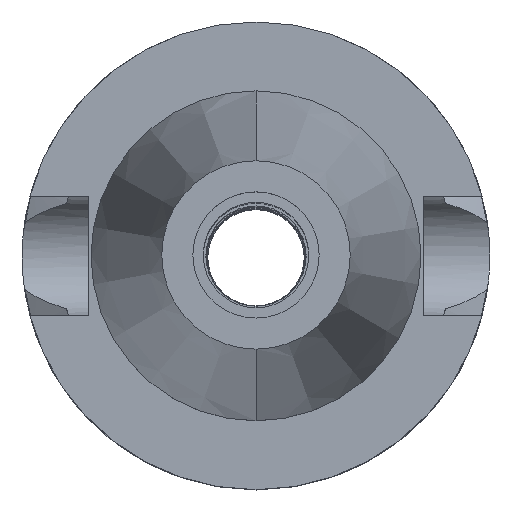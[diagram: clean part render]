
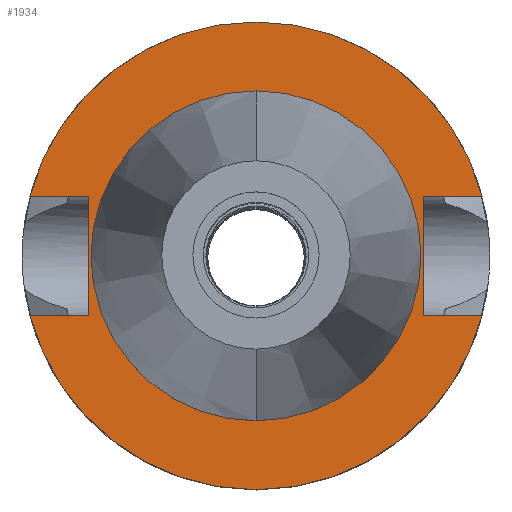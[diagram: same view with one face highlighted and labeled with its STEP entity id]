
A CAD part, top view. The second image highlights one B-rep face of the part: STEP entity #1934.
In plain terms, the highlighted planar face has unit normal (0, 0, 1).
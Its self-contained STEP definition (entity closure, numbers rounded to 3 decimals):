
#789=DIRECTION('',(1.,0.,0.));
#790=VECTOR('',#789,7.954);
#791=CARTESIAN_POINT('',(22.5,8.05,-2.));
#792=LINE('',#791,#790);
#836=DIRECTION('',(0.,1.,0.));
#837=VECTOR('',#836,16.1);
#838=CARTESIAN_POINT('',(-22.5,-8.05,-2.));
#839=LINE('',#838,#837);
#843=DIRECTION('',(-1.,0.,0.));
#844=VECTOR('',#843,7.954);
#845=CARTESIAN_POINT('',(-22.5,8.05,-2.));
#846=LINE('',#845,#844);
#850=CARTESIAN_POINT('',(0.,0.,-2.));
#851=DIRECTION('',(0.,0.,-1.));
#852=DIRECTION('',(-0.967,0.256,0.));
#853=AXIS2_PLACEMENT_3D('',#850,#851,#852);
#858=CARTESIAN_POINT('',(0.,0.,-2.));
#859=DIRECTION('',(0.,0.,-1.));
#860=DIRECTION('',(0.,1.,0.));
#861=AXIS2_PLACEMENT_3D('',#858,#859,#860);
#866=DIRECTION('',(0.,-1.,0.));
#867=VECTOR('',#866,16.1);
#868=CARTESIAN_POINT('',(22.5,8.05,-2.));
#869=LINE('',#868,#867);
#873=DIRECTION('',(1.,0.,0.));
#874=VECTOR('',#873,7.954);
#875=CARTESIAN_POINT('',(22.5,-8.05,-2.));
#876=LINE('',#875,#874);
#880=CARTESIAN_POINT('',(0.,0.,-2.));
#881=DIRECTION('',(0.,0.,-1.));
#882=DIRECTION('',(0.967,-0.256,0.));
#883=AXIS2_PLACEMENT_3D('',#880,#881,#882);
#888=CARTESIAN_POINT('',(0.,0.,-2.));
#889=DIRECTION('',(0.,0.,-1.));
#890=DIRECTION('',(0.,-1.,0.));
#891=AXIS2_PLACEMENT_3D('',#888,#889,#890);
#896=CARTESIAN_POINT('',(0.,0.,-2.));
#897=DIRECTION('',(0.,0.,1.));
#898=DIRECTION('',(0.,-1.,0.));
#899=AXIS2_PLACEMENT_3D('',#896,#897,#898);
#904=CARTESIAN_POINT('',(0.,0.,-2.));
#905=DIRECTION('',(0.,0.,1.));
#906=DIRECTION('',(0.,1.,0.));
#907=AXIS2_PLACEMENT_3D('',#904,#905,#906);
#942=DIRECTION('',(-1.,0.,0.));
#943=VECTOR('',#942,7.954);
#944=CARTESIAN_POINT('',(-22.5,-8.05,-2.));
#945=LINE('',#944,#943);
#1208=CARTESIAN_POINT('',(-22.5,-8.05,-2.));
#1209=VERTEX_POINT('',#1208);
#1210=CARTESIAN_POINT('',(-30.454,-8.05,-2.));
#1211=VERTEX_POINT('',#1210);
#1214=CARTESIAN_POINT('',(-22.5,8.05,-2.));
#1215=VERTEX_POINT('',#1214);
#1216=CARTESIAN_POINT('',(-30.454,8.05,-2.));
#1217=VERTEX_POINT('',#1216);
#1218=CARTESIAN_POINT('',(0.,31.5,-2.));
#1219=CARTESIAN_POINT('',(30.454,8.05,-2.));
#1220=VERTEX_POINT('',#1218);
#1221=VERTEX_POINT('',#1219);
#1222=CARTESIAN_POINT('',(22.5,8.05,-2.));
#1223=VERTEX_POINT('',#1222);
#1224=CARTESIAN_POINT('',(22.5,-8.05,-2.));
#1225=VERTEX_POINT('',#1224);
#1226=CARTESIAN_POINT('',(30.454,-8.05,-2.));
#1227=VERTEX_POINT('',#1226);
#1228=CARTESIAN_POINT('',(0.,-31.5,-2.));
#1229=VERTEX_POINT('',#1228);
#1230=CARTESIAN_POINT('',(0.,-22.225,-2.));
#1231=CARTESIAN_POINT('',(0.,22.225,-2.));
#1232=VERTEX_POINT('',#1230);
#1233=VERTEX_POINT('',#1231);
#1904=CARTESIAN_POINT('',(0.,0.,-2.));
#1905=DIRECTION('',(0.,0.,-1.));
#1906=DIRECTION('',(0.,-1.,0.));
#1907=AXIS2_PLACEMENT_3D('',#1904,#1905,#1906);
#1908=PLANE('',#1907);
#1910=ORIENTED_EDGE('',*,*,#1909,.T.);
#1911=ORIENTED_EDGE('',*,*,#1847,.T.);
#1913=ORIENTED_EDGE('',*,*,#1912,.T.);
#1915=ORIENTED_EDGE('',*,*,#1914,.T.);
#1916=ORIENTED_EDGE('',*,*,#1881,.F.);
#1917=ORIENTED_EDGE('',*,*,#1894,.T.);
#1919=ORIENTED_EDGE('',*,*,#1918,.T.);
#1921=ORIENTED_EDGE('',*,*,#1920,.T.);
#1923=ORIENTED_EDGE('',*,*,#1922,.T.);
#1925=ORIENTED_EDGE('',*,*,#1924,.F.);
#1926=EDGE_LOOP('',(#1910,#1911,#1913,#1915,#1916,#1917,#1919,#1921,#1923,
#1925));
#1927=FACE_OUTER_BOUND('',#1926,.F.);
#1929=ORIENTED_EDGE('',*,*,#1928,.T.);
#1931=ORIENTED_EDGE('',*,*,#1930,.T.);
#1932=EDGE_LOOP('',(#1929,#1931));
#1933=FACE_BOUND('',#1932,.F.);
#854=CIRCLE('',#853,31.5);
#862=CIRCLE('',#861,31.5);
#884=CIRCLE('',#883,31.5);
#892=CIRCLE('',#891,31.5);
#900=CIRCLE('',#899,22.225);
#908=CIRCLE('',#907,22.225);
#1847=EDGE_CURVE('',#1215,#1217,#846,.T.);
#1881=EDGE_CURVE('',#1223,#1221,#792,.T.);
#1894=EDGE_CURVE('',#1223,#1225,#869,.T.);
#1909=EDGE_CURVE('',#1209,#1215,#839,.T.);
#1912=EDGE_CURVE('',#1217,#1220,#854,.T.);
#1914=EDGE_CURVE('',#1220,#1221,#862,.T.);
#1918=EDGE_CURVE('',#1225,#1227,#876,.T.);
#1920=EDGE_CURVE('',#1227,#1229,#884,.T.);
#1922=EDGE_CURVE('',#1229,#1211,#892,.T.);
#1924=EDGE_CURVE('',#1209,#1211,#945,.T.);
#1928=EDGE_CURVE('',#1232,#1233,#900,.T.);
#1930=EDGE_CURVE('',#1233,#1232,#908,.T.);
#1934=ADVANCED_FACE('',(#1927,#1933),#1908,.F.);
